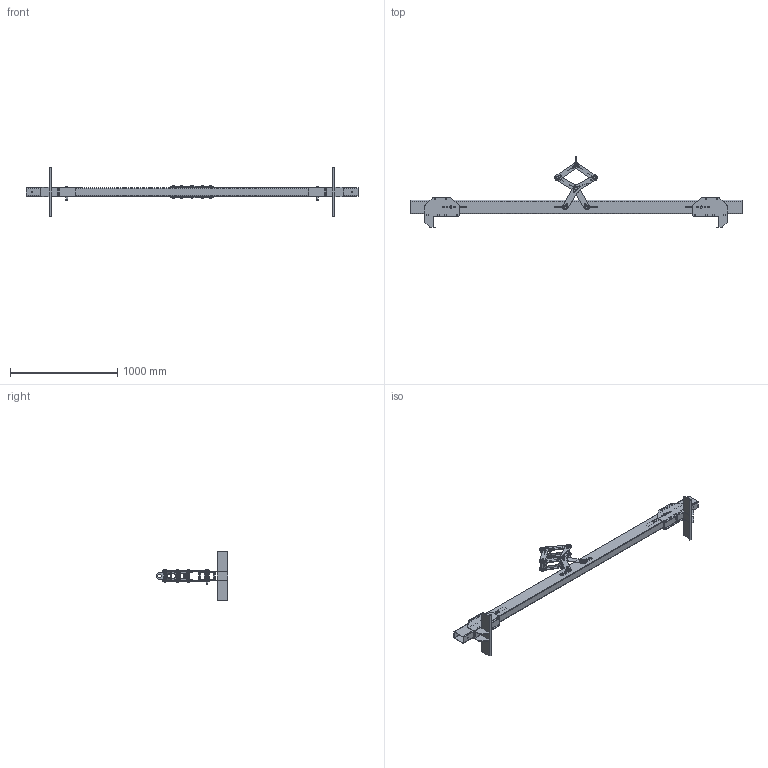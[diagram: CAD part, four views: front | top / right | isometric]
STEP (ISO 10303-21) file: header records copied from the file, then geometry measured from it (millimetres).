
FILE_DESCRIPTION (( 'STEP AP203' ), '1' );
FILE_NAME ('3927-10_REV_.step', '2026-02-22T20:48:45', ( '' ), ( '' ), 'SwSTEP 2.0', 'SolidWorks 2025', '' );
FILE_SCHEMA (( 'CONFIG_CONTROL_DESIGN' ));
Length unit declared in the file: millimetre
Products named in the file (31): 3927-30-25_Default<As Machined>; 3927-35-20; 3927-20-10_Default<As Machined>; 3927-20-15; 3927-50; 3927-30-20_MACHINED; 3927-55; 3927-40-30; 3927-45; 3927-40-15; 3927-30-15_Default<As Machined>; 3927-45-10; M16-FW_M16  FW 304; 3927-30; 3927-60-10; 3927-60; 3927-40-20; 3927-35-10; 3927-50-15; OEM-CP-16-120-304; 3927-20; 3927-40; 3927-40-25; 3927-50-10_Default<As Machined>; 3927-55-10; 3927-30-10_Default<As Machined>; 3927-40-10; 3927-10_REV_; 3927-35; 3927-35-15; 3927-45-20
Assembly tree (96 placements, depth 3):
  3927-10_REV_
    3927-20
      3927-20-10_Default<As Machined>
      3927-20-15  x4
    3927-30  x2
      3927-30-10_Default<As Machined>
      3927-30-15_Default<As Machined>
      3927-30-25_Default<As Machined>
    3927-35  x2
      3927-35-10
      3927-35-20
      3927-35-15
    3927-40-30  x6
    3927-40
      3927-40-25
      3927-40-10  x2
      3927-40-15  x6
      3927-40-20  x2
    3927-60
      3927-40-25
      3927-60-10  x2
      3927-40-15  x4
    3927-45
      3927-45-20
      3927-45-10  x2
      3927-40-15  x6
      3927-40-20  x2
    3927-55
      3927-45-20
      3927-55-10  x2
      3927-40-15  x4
    3927-50
      3927-50-10_Default<As Machined>
      3927-50-15  x2
    3927-30-20_MACHINED  x4
    M16-FW_M16  FW 304  x13
    OEM-CP-16-120-304  x8
Bounding box: 3100 x 666.89 x 450 mm (x, y, z)
Volume: 9163363.1 mm3; surface area: 5236418.8 mm2
Topology: 97 solids, 97 shells, 1856 faces, 4798 edges, 3144 vertices
Faces by surface type: plane 982, cylinder 822, cone 52
Entity records: 25144 total; most frequent: CARTESIAN_POINT 3614, DIRECTION 3581, ORIENTED_EDGE 3290, EDGE_CURVE 1645, AXIS2_PLACEMENT_3D 1283, VERTEX_POINT 1084, LINE 1015, VECTOR 1015
